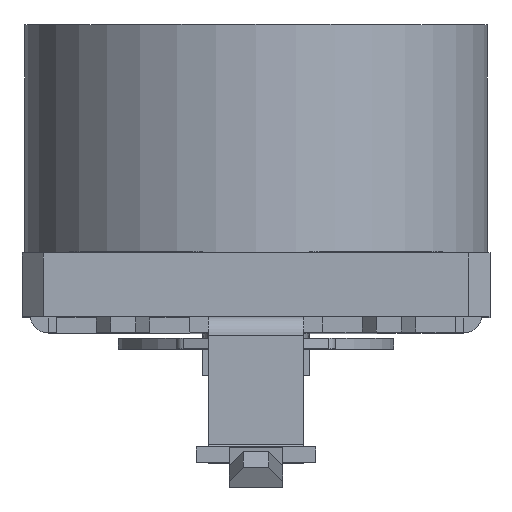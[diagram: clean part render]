
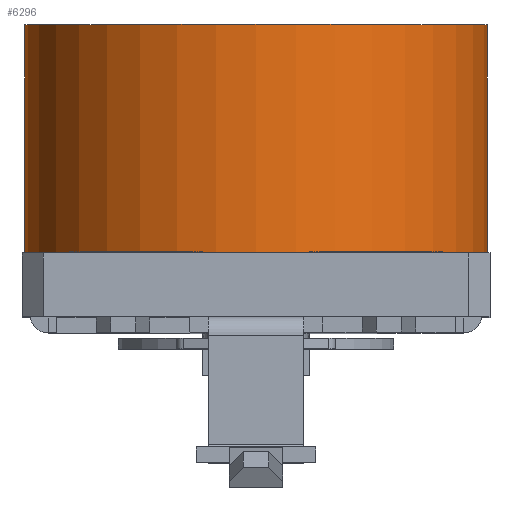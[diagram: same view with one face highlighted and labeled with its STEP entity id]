
A CAD part, top view. The second image highlights one B-rep face of the part: STEP entity #6296.
In plain terms, the highlighted cylindrical face has radius 4.35 mm (diameter 8.7 mm), a partial arc.
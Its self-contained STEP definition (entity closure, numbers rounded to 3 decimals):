
#360=CARTESIAN_POINT('',(0.,1.2,0.));
#361=DIRECTION('',(0.,1.,0.));
#362=DIRECTION('',(-1.,0.,0.));
#363=AXIS2_PLACEMENT_3D('',#360,#361,#362);
#1781=DIRECTION('',(0.,1.,0.));
#1782=VECTOR('',#1781,4.3);
#1783=CARTESIAN_POINT('',(4.35,1.2,0.));
#1784=LINE('',#1783,#1782);
#1798=DIRECTION('',(0.,1.,0.));
#1799=VECTOR('',#1798,4.3);
#1800=CARTESIAN_POINT('',(-4.35,1.2,0.));
#1801=LINE('',#1800,#1799);
#1811=CARTESIAN_POINT('',(0.,5.5,0.));
#1812=DIRECTION('',(0.,1.,0.));
#1813=DIRECTION('',(-1.,0.,0.));
#1814=AXIS2_PLACEMENT_3D('',#1811,#1812,#1813);
#2985=CARTESIAN_POINT('',(-4.35,5.5,0.));
#2986=CARTESIAN_POINT('',(4.35,5.5,0.));
#2987=VERTEX_POINT('',#2985);
#2988=VERTEX_POINT('',#2986);
#3093=CARTESIAN_POINT('',(4.35,1.2,0.));
#3094=CARTESIAN_POINT('',(-4.35,1.2,0.));
#3095=VERTEX_POINT('',#3093);
#3096=VERTEX_POINT('',#3094);
#6284=CARTESIAN_POINT('',(0.,1.2,0.));
#6285=DIRECTION('',(0.,1.,0.));
#6286=DIRECTION('',(1.,0.,0.));
#6287=AXIS2_PLACEMENT_3D('',#6284,#6285,#6286);
#6288=CYLINDRICAL_SURFACE('',#6287,4.35);
#6289=ORIENTED_EDGE('',*,*,#4177,.F.);
#6290=ORIENTED_EDGE('',*,*,#6279,.T.);
#6292=ORIENTED_EDGE('',*,*,#6291,.T.);
#6293=ORIENTED_EDGE('',*,*,#6267,.F.);
#6294=EDGE_LOOP('',(#6289,#6290,#6292,#6293));
#6295=FACE_OUTER_BOUND('',#6294,.F.);
#6296=ADVANCED_FACE('',(#6295),#6288,.T.);
#364=CIRCLE('',#363,4.35);
#1815=CIRCLE('',#1814,4.35);
#4177=EDGE_CURVE('',#3096,#3095,#364,.T.);
#6267=EDGE_CURVE('',#3095,#2988,#1784,.T.);
#6279=EDGE_CURVE('',#3096,#2987,#1801,.T.);
#6291=EDGE_CURVE('',#2987,#2988,#1815,.T.);
